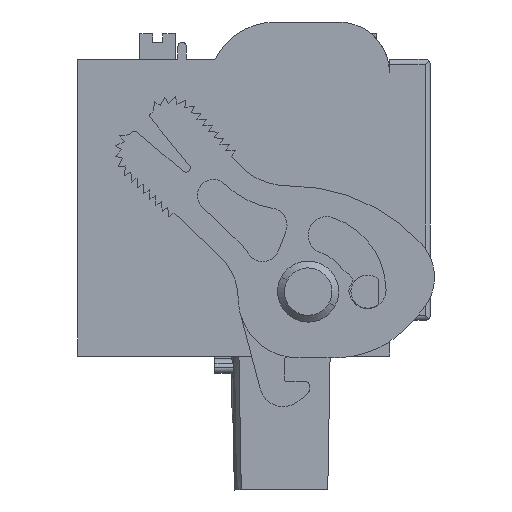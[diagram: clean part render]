
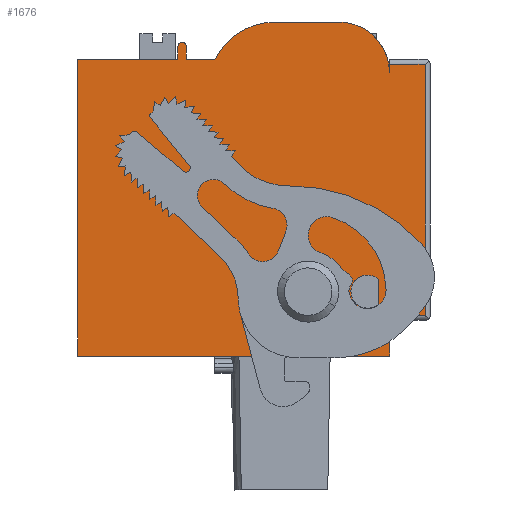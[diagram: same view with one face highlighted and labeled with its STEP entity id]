
A CAD part, left-side view. The second image highlights one B-rep face of the part: STEP entity #1676.
In plain terms, the highlighted planar face has unit normal (-1, 0, 0).
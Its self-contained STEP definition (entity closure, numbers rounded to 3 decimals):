
#1508=AXIS2_PLACEMENT_3D('Plane Axis2P3D',#1505,#1506,#1507) ;
#1528=AXIS2_PLACEMENT_3D('Circle Axis2P3D',#1526,#1527,$) ;
#1542=AXIS2_PLACEMENT_3D('Circle Axis2P3D',#1540,#1541,$) ;
#1563=AXIS2_PLACEMENT_3D('Circle Axis2P3D',#1561,#1562,$) ;
#1618=AXIS2_PLACEMENT_3D('Circle Axis2P3D',#1616,#1617,$) ;
#1627=AXIS2_PLACEMENT_3D('Circle Axis2P3D',#1625,#1626,$) ;
#1634=AXIS2_PLACEMENT_3D('Circle Axis2P3D',#1632,#1633,$) ;
#1641=AXIS2_PLACEMENT_3D('Circle Axis2P3D',#1639,#1640,$) ;
#1660=AXIS2_PLACEMENT_3D('Circle Axis2P3D',#1658,#1659,$) ;
#1669=AXIS2_PLACEMENT_3D('Circle Axis2P3D',#1667,#1668,$) ;
#299=CARTESIAN_POINT('Vertex',(3.1,2.653,7.9)) ;
#302=CARTESIAN_POINT('Line Origine',(3.1,11.853,7.9)) ;
#306=CARTESIAN_POINT('Vertex',(3.1,21.053,7.9)) ;
#1473=CARTESIAN_POINT('Vertex',(3.1,2.653,10.3)) ;
#1476=CARTESIAN_POINT('Line Origine',(3.1,2.653,9.1)) ;
#1505=CARTESIAN_POINT('Axis2P3D Location',(3.1,0.,0.)) ;
#1510=CARTESIAN_POINT('Line Origine',(3.1,1.603,25.1)) ;
#1514=CARTESIAN_POINT('Vertex',(3.1,0.553,25.1)) ;
#1516=CARTESIAN_POINT('Vertex',(3.1,2.653,25.1)) ;
#1519=CARTESIAN_POINT('Line Origine',(3.1,2.653,24.85)) ;
#1523=CARTESIAN_POINT('Vertex',(3.1,2.653,24.6)) ;
#1526=CARTESIAN_POINT('Axis2P3D Location',(3.1,5.653,24.6)) ;
#1530=CARTESIAN_POINT('Vertex',(3.1,5.653,27.6)) ;
#1533=CARTESIAN_POINT('Line Origine',(3.1,7.518,27.6)) ;
#1537=CARTESIAN_POINT('Vertex',(3.1,9.383,27.6)) ;
#1540=CARTESIAN_POINT('Axis2P3D Location',(3.1,9.383,23.6)) ;
#1544=CARTESIAN_POINT('Vertex',(3.1,12.955,25.4)) ;
#1547=CARTESIAN_POINT('Line Origine',(3.1,13.791,25.4)) ;
#1551=CARTESIAN_POINT('Vertex',(3.1,14.628,25.4)) ;
#1554=CARTESIAN_POINT('Line Origine',(3.1,14.628,25.775)) ;
#1558=CARTESIAN_POINT('Vertex',(3.1,14.628,26.15)) ;
#1561=CARTESIAN_POINT('Axis2P3D Location',(3.1,14.878,26.15)) ;
#1565=CARTESIAN_POINT('Vertex',(3.1,15.128,26.15)) ;
#1568=CARTESIAN_POINT('Line Origine',(3.1,15.128,25.775)) ;
#1572=CARTESIAN_POINT('Vertex',(3.1,15.128,25.4)) ;
#1575=CARTESIAN_POINT('Line Origine',(3.1,18.09,25.4)) ;
#1579=CARTESIAN_POINT('Vertex',(3.1,21.053,25.4)) ;
#1582=CARTESIAN_POINT('Line Origine',(3.1,21.053,16.65)) ;
#1587=CARTESIAN_POINT('Line Origine',(3.1,1.603,10.3)) ;
#1591=CARTESIAN_POINT('Vertex',(3.1,0.553,10.3)) ;
#1594=CARTESIAN_POINT('Line Origine',(3.1,0.553,17.7)) ;
#1616=CARTESIAN_POINT('Axis2P3D Location',(3.1,3.379,11.04)) ;
#1620=CARTESIAN_POINT('Vertex',(3.1,3.312,10.965)) ;
#1622=CARTESIAN_POINT('Vertex',(3.1,3.278,11.04)) ;
#1625=CARTESIAN_POINT('Axis2P3D Location',(3.1,3.953,11.699)) ;
#1629=CARTESIAN_POINT('Vertex',(3.1,4.593,10.964)) ;
#1632=CARTESIAN_POINT('Axis2P3D Location',(3.1,3.953,11.699)) ;
#1636=CARTESIAN_POINT('Vertex',(3.1,3.312,12.435)) ;
#1639=CARTESIAN_POINT('Axis2P3D Location',(3.1,3.379,12.359)) ;
#1643=CARTESIAN_POINT('Vertex',(3.1,3.278,12.359)) ;
#1646=CARTESIAN_POINT('Line Origine',(3.1,3.278,11.699)) ;
#1658=CARTESIAN_POINT('Axis2P3D Location',(3.1,7.453,11.7)) ;
#1662=CARTESIAN_POINT('Vertex',(3.1,8.681,12.371)) ;
#1664=CARTESIAN_POINT('Vertex',(3.1,6.224,11.029)) ;
#1667=CARTESIAN_POINT('Axis2P3D Location',(3.1,7.453,11.7)) ;
#303=DIRECTION('Vector Direction',(0.,-1.,0.)) ;
#1477=DIRECTION('Vector Direction',(0.,0.,1.)) ;
#1506=DIRECTION('Axis2P3D Direction',(-1.,0.,0.)) ;
#1507=DIRECTION('Axis2P3D XDirection',(0.,0.,1.)) ;
#1511=DIRECTION('Vector Direction',(0.,-1.,0.)) ;
#1520=DIRECTION('Vector Direction',(0.,0.,1.)) ;
#1527=DIRECTION('Axis2P3D Direction',(-1.,0.,0.)) ;
#1534=DIRECTION('Vector Direction',(0.,1.,0.)) ;
#1541=DIRECTION('Axis2P3D Direction',(-1.,0.,0.)) ;
#1548=DIRECTION('Vector Direction',(0.,1.,0.)) ;
#1555=DIRECTION('Vector Direction',(0.,0.,1.)) ;
#1562=DIRECTION('Axis2P3D Direction',(-1.,0.,0.)) ;
#1569=DIRECTION('Vector Direction',(0.,0.,-1.)) ;
#1576=DIRECTION('Vector Direction',(0.,1.,0.)) ;
#1583=DIRECTION('Vector Direction',(0.,0.,-1.)) ;
#1588=DIRECTION('Vector Direction',(0.,-1.,0.)) ;
#1595=DIRECTION('Vector Direction',(0.,0.,1.)) ;
#1617=DIRECTION('Axis2P3D Direction',(-1.,0.,0.)) ;
#1626=DIRECTION('Axis2P3D Direction',(-1.,0.,0.)) ;
#1633=DIRECTION('Axis2P3D Direction',(-1.,0.,0.)) ;
#1640=DIRECTION('Axis2P3D Direction',(-1.,0.,0.)) ;
#1647=DIRECTION('Vector Direction',(0.,0.,-1.)) ;
#1659=DIRECTION('Axis2P3D Direction',(-1.,0.,0.)) ;
#1668=DIRECTION('Axis2P3D Direction',(-1.,0.,0.)) ;
#304=VECTOR('Line Direction',#303,1.) ;
#1478=VECTOR('Line Direction',#1477,1.) ;
#1512=VECTOR('Line Direction',#1511,1.) ;
#1521=VECTOR('Line Direction',#1520,1.) ;
#1535=VECTOR('Line Direction',#1534,1.) ;
#1549=VECTOR('Line Direction',#1548,1.) ;
#1556=VECTOR('Line Direction',#1555,1.) ;
#1570=VECTOR('Line Direction',#1569,1.) ;
#1577=VECTOR('Line Direction',#1576,1.) ;
#1584=VECTOR('Line Direction',#1583,1.) ;
#1589=VECTOR('Line Direction',#1588,1.) ;
#1596=VECTOR('Line Direction',#1595,1.) ;
#1648=VECTOR('Line Direction',#1647,1.) ;
#1600=ORIENTED_EDGE('',*,*,#1518,.T.) ;
#1601=ORIENTED_EDGE('',*,*,#1525,.T.) ;
#1602=ORIENTED_EDGE('',*,*,#1532,.T.) ;
#1603=ORIENTED_EDGE('',*,*,#1539,.T.) ;
#1604=ORIENTED_EDGE('',*,*,#1546,.T.) ;
#1605=ORIENTED_EDGE('',*,*,#1553,.T.) ;
#1606=ORIENTED_EDGE('',*,*,#1560,.T.) ;
#1607=ORIENTED_EDGE('',*,*,#1567,.T.) ;
#1608=ORIENTED_EDGE('',*,*,#1574,.T.) ;
#1609=ORIENTED_EDGE('',*,*,#1581,.T.) ;
#1610=ORIENTED_EDGE('',*,*,#1586,.T.) ;
#1611=ORIENTED_EDGE('',*,*,#308,.T.) ;
#1612=ORIENTED_EDGE('',*,*,#1480,.F.) ;
#1613=ORIENTED_EDGE('',*,*,#1593,.T.) ;
#1614=ORIENTED_EDGE('',*,*,#1598,.T.) ;
#1652=ORIENTED_EDGE('',*,*,#1624,.F.) ;
#1653=ORIENTED_EDGE('',*,*,#1631,.F.) ;
#1654=ORIENTED_EDGE('',*,*,#1638,.F.) ;
#1655=ORIENTED_EDGE('',*,*,#1645,.F.) ;
#1656=ORIENTED_EDGE('',*,*,#1650,.F.) ;
#1673=ORIENTED_EDGE('',*,*,#1666,.T.) ;
#1674=ORIENTED_EDGE('',*,*,#1671,.T.) ;
#1657=FACE_BOUND('',#1651,.T.) ;
#1675=FACE_BOUND('',#1672,.T.) ;
#1676=ADVANCED_FACE('HOUSING',(#1615,#1657,#1675),#1509,.T.) ;
#1529=CIRCLE('generated circle',#1528,3.) ;
#1543=CIRCLE('generated circle',#1542,4.) ;
#1564=CIRCLE('generated circle',#1563,0.25) ;
#1619=CIRCLE('generated circle',#1618,0.101) ;
#1628=CIRCLE('generated circle',#1627,0.975) ;
#1635=CIRCLE('generated circle',#1634,0.975) ;
#1642=CIRCLE('generated circle',#1641,0.101) ;
#1661=CIRCLE('generated circle',#1660,1.4) ;
#1670=CIRCLE('generated circle',#1669,1.4) ;
#308=EDGE_CURVE('',#307,#300,#305,.T.) ;
#1480=EDGE_CURVE('',#1474,#300,#1479,.F.) ;
#1518=EDGE_CURVE('',#1515,#1517,#1513,.F.) ;
#1525=EDGE_CURVE('',#1517,#1524,#1522,.F.) ;
#1532=EDGE_CURVE('',#1524,#1531,#1529,.T.) ;
#1539=EDGE_CURVE('',#1531,#1538,#1536,.T.) ;
#1546=EDGE_CURVE('',#1538,#1545,#1543,.T.) ;
#1553=EDGE_CURVE('',#1545,#1552,#1550,.T.) ;
#1560=EDGE_CURVE('',#1552,#1559,#1557,.T.) ;
#1567=EDGE_CURVE('',#1559,#1566,#1564,.T.) ;
#1574=EDGE_CURVE('',#1566,#1573,#1571,.T.) ;
#1581=EDGE_CURVE('',#1573,#1580,#1578,.T.) ;
#1586=EDGE_CURVE('',#1580,#307,#1585,.T.) ;
#1593=EDGE_CURVE('',#1474,#1592,#1590,.T.) ;
#1598=EDGE_CURVE('',#1592,#1515,#1597,.T.) ;
#1624=EDGE_CURVE('',#1621,#1623,#1619,.T.) ;
#1631=EDGE_CURVE('',#1630,#1621,#1628,.T.) ;
#1638=EDGE_CURVE('',#1637,#1630,#1635,.T.) ;
#1645=EDGE_CURVE('',#1644,#1637,#1642,.T.) ;
#1650=EDGE_CURVE('',#1623,#1644,#1649,.F.) ;
#1666=EDGE_CURVE('',#1663,#1665,#1661,.F.) ;
#1671=EDGE_CURVE('',#1665,#1663,#1670,.F.) ;
#1599=EDGE_LOOP('',(#1600,#1601,#1602,#1603,#1604,#1605,#1606,#1607,#1608,#1609,#1610,#1611,#1612,#1613,#1614)) ;
#1651=EDGE_LOOP('',(#1652,#1653,#1654,#1655,#1656)) ;
#1672=EDGE_LOOP('',(#1673,#1674)) ;
#1615=FACE_OUTER_BOUND('',#1599,.T.) ;
#305=LINE('Line',#302,#304) ;
#1479=LINE('Line',#1476,#1478) ;
#1513=LINE('Line',#1510,#1512) ;
#1522=LINE('Line',#1519,#1521) ;
#1536=LINE('Line',#1533,#1535) ;
#1550=LINE('Line',#1547,#1549) ;
#1557=LINE('Line',#1554,#1556) ;
#1571=LINE('Line',#1568,#1570) ;
#1578=LINE('Line',#1575,#1577) ;
#1585=LINE('Line',#1582,#1584) ;
#1590=LINE('Line',#1587,#1589) ;
#1597=LINE('Line',#1594,#1596) ;
#1649=LINE('Line',#1646,#1648) ;
#1509=PLANE('',#1508) ;
#300=VERTEX_POINT('',#299) ;
#307=VERTEX_POINT('',#306) ;
#1474=VERTEX_POINT('',#1473) ;
#1515=VERTEX_POINT('',#1514) ;
#1517=VERTEX_POINT('',#1516) ;
#1524=VERTEX_POINT('',#1523) ;
#1531=VERTEX_POINT('',#1530) ;
#1538=VERTEX_POINT('',#1537) ;
#1545=VERTEX_POINT('',#1544) ;
#1552=VERTEX_POINT('',#1551) ;
#1559=VERTEX_POINT('',#1558) ;
#1566=VERTEX_POINT('',#1565) ;
#1573=VERTEX_POINT('',#1572) ;
#1580=VERTEX_POINT('',#1579) ;
#1592=VERTEX_POINT('',#1591) ;
#1621=VERTEX_POINT('',#1620) ;
#1623=VERTEX_POINT('',#1622) ;
#1630=VERTEX_POINT('',#1629) ;
#1637=VERTEX_POINT('',#1636) ;
#1644=VERTEX_POINT('',#1643) ;
#1663=VERTEX_POINT('',#1662) ;
#1665=VERTEX_POINT('',#1664) ;
